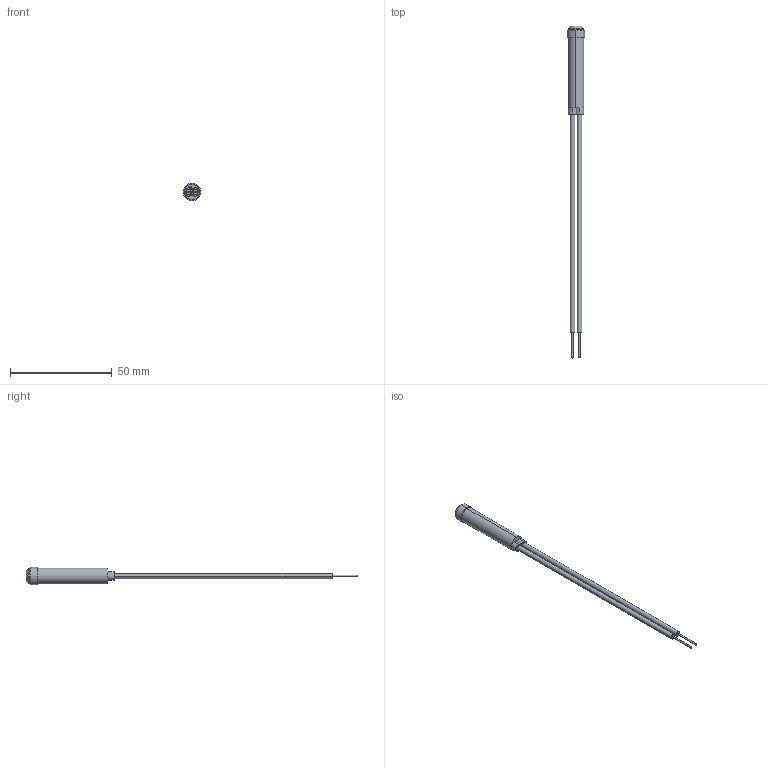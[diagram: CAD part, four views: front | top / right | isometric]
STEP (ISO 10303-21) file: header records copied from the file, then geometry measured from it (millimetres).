
FILE_DESCRIPTION (( 'STEP AP214' ), '1' );
FILE_NAME ('2110_Series.STEP', '2018-07-25T17:29:39', ( 'user' ), ( 'Microsoft' ), 'SwSTEP 2.0', 'SolidWorks 2018', '' );
FILE_SCHEMA (( 'AUTOMOTIVE_DESIGN' ));
Length unit declared in the file: inch
Products named in the file (5): MT2921-A9708; WP1503_04'''' ; E2198xx - B12891_E21980; D21668-01A-B4717; 2110_Series
Assembly tree (6 placements, depth 2):
  2110_Series
    D21668-01A-B4717
    MT2921-A9708  x2
    WP1503_04''''   x2
    E2198xx - B12891_E21980
Bounding box: 8.63 x 163.49 x 8.63 mm (x, y, z)
Volume: 1873.8 mm3; surface area: 4351.3 mm2
Topology: 6 solids, 6 shells, 125 faces, 287 edges, 185 vertices
Faces by surface type: cylinder 58, plane 49, cone 18
Entity records: 3073 total; most frequent: DIRECTION 533, CARTESIAN_POINT 490, ORIENTED_EDGE 438, EDGE_CURVE 219, AXIS2_PLACEMENT_3D 216, VERTEX_POINT 141, EDGE_LOOP 114, CIRCLE 110
